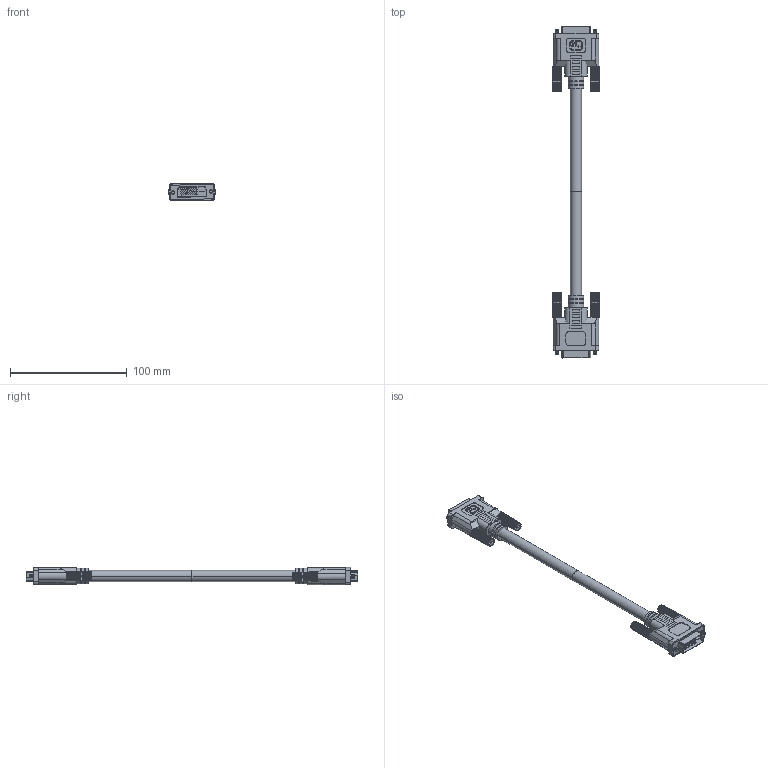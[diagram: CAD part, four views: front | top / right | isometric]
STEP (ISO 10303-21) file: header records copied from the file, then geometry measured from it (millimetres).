
FILE_DESCRIPTION((''),'2;1');
FILE_NAME('DVI24_5_ASM','2020-03-20T',('Administrator'),(''),'PRO/ENGINEER BY PARAMETRIC TECHNOLOGY CORPORATION, 2009440','PRO/ENGINEER BY PARAMETRIC TECHNOLOGY CORPORATION, 2009440','');
FILE_SCHEMA(('CONFIG_CONTROL_DESIGN'));
Length unit declared in the file: millimetre
Products named in the file (6): M2-DVI-024_6; PRT0398_13; CABLE_1; ASM0078_ASM_5_ASM; CABLEASSEMBLY_ASM_3_ASM; DVI24_5_ASM
Assembly tree (7 placements, depth 4):
  DVI24_5_ASM
    CABLEASSEMBLY_ASM_3_ASM
      ASM0078_ASM_5_ASM  x2
        M2-DVI-024_6
        PRT0398_13
        CABLE_1
Bounding box: 40.5 x 284.1 x 15.36 mm (x, y, z)
Volume: 54233.4 mm3; surface area: 26824.7 mm2
Topology: 8 solids, 8 shells, 2290 faces, 6292 edges, 4120 vertices
Faces by surface type: plane 1778, cone 272, cylinder 208, bspline 24, torus 8
Entity records: 26467 total; most frequent: CARTESIAN_POINT 6634, ORIENTED_EDGE 4244, DIRECTION 3804, EDGE_CURVE 2122, VECTOR 1676, LINE 1676, VERTEX_POINT 1380, AXIS2_PLACEMENT_3D 1064
